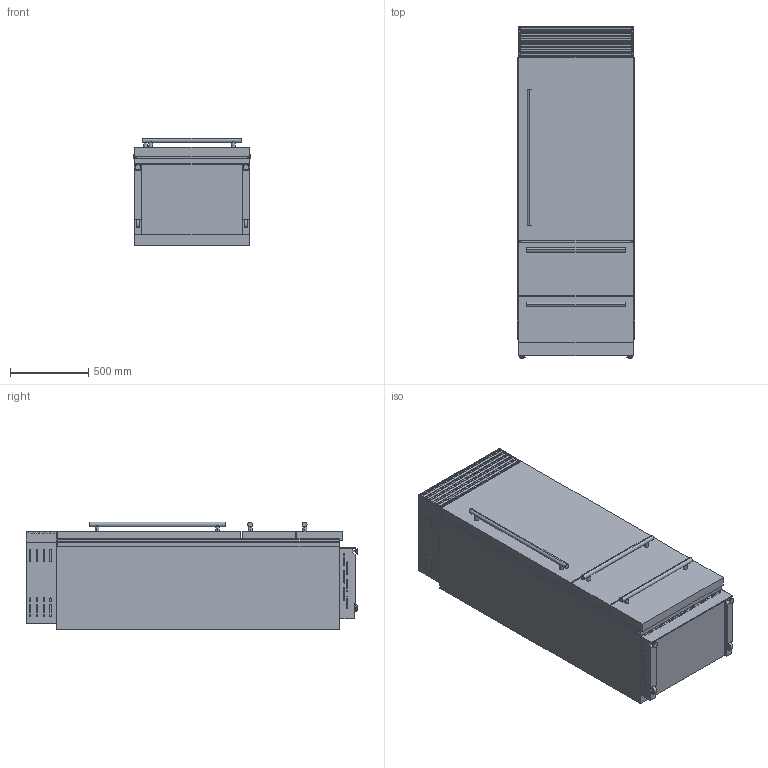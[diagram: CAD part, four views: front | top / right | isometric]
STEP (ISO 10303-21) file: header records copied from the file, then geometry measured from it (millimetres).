
FILE_DESCRIPTION (( 'STEP AP214' ), '1' );
FILE_NAME ('XS_749_0H_ST_3.STEP', '2017-07-06T06:11:34', ( '' ), ( '' ), 'SwSTEP 2.0', 'SolidWorks 2013', '' );
FILE_SCHEMA (( 'AUTOMOTIVE_DESIGN' ));
Length unit declared in the file: millimetre
Products named in the file (1): XS_749_0H_ST_3
Bounding box: 749 x 2120 x 688 mm (x, y, z)
Volume: 925710332.8 mm3; surface area: 11780419.1 mm2
Topology: 10 solids, 10 shells, 550 faces, 1435 edges, 942 vertices
Faces by surface type: plane 327, cylinder 207, torus 12, cone 4
Entity records: 19357 total; most frequent: CARTESIAN_POINT 3556, DIRECTION 2951, ORIENTED_EDGE 2870, EDGE_CURVE 1435, VECTOR 989, LINE 989, AXIS2_PLACEMENT_3D 981, VERTEX_POINT 942
